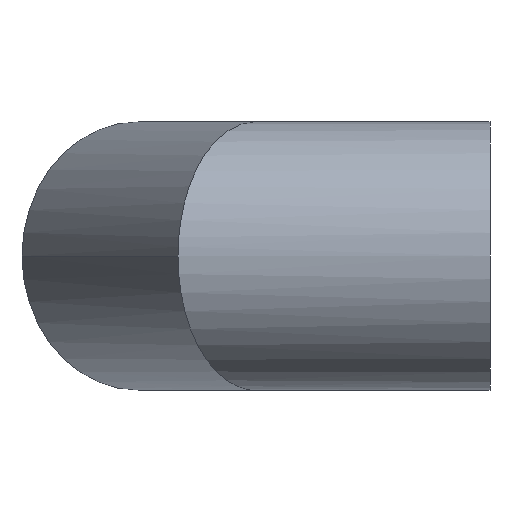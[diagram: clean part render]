
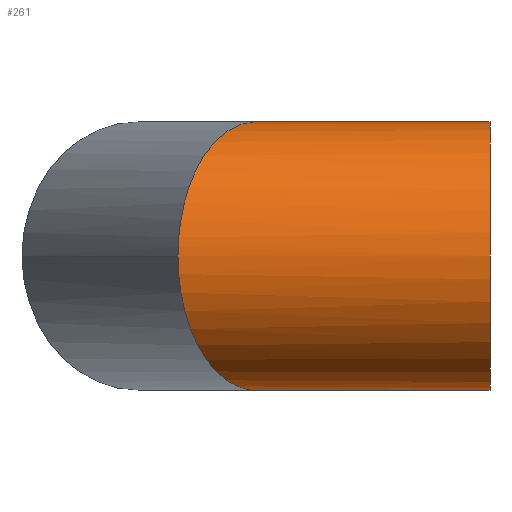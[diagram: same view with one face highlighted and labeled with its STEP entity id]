
A CAD part, left-side view. The second image highlights one B-rep face of the part: STEP entity #261.
In plain terms, the highlighted cylindrical face has radius 200 mm (diameter 400 mm), a partial arc.
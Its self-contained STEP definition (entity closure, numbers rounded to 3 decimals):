
#4 = CARTESIAN_POINT ( 'NONE',  ( 0., 0., -200. ) ) ;
#11 = EDGE_CURVE ( 'NONE', #195, #42, #251, .T. ) ;
#23 = CARTESIAN_POINT ( 'NONE',  ( -200., 465.47, -117.157 ) ) ;
#30 = CARTESIAN_POINT ( 'NONE',  ( 0., 350., -200. ) ) ;
#32 = CIRCLE ( 'NONE', #250, 200. ) ;
#33 = CARTESIAN_POINT ( 'NONE',  ( -200., 465.47, 0. ) ) ;
#39 = DIRECTION ( 'NONE',  ( 0., 1., 0. ) ) ;
#42 = VERTEX_POINT ( 'NONE', #203 ) ;
#62 = DIRECTION ( 'NONE',  ( 0., 0., 1. ) ) ;
#70 = DIRECTION ( 'NONE',  ( 0., 1., 0. ) ) ;
#72 = VERTEX_POINT ( 'NONE', #115 ) ;
#74 = CYLINDRICAL_SURFACE ( 'NONE', #198, 200. ) ;
#77 = VECTOR ( 'NONE', #308, 1000. ) ;
#83 = VERTEX_POINT ( 'NONE', #118 ) ;
#102 = EDGE_CURVE ( 'NONE', #83, #386, #32, .T. ) ;
#103 = CARTESIAN_POINT ( 'NONE',  ( 0., 0., 0. ) ) ;
#111 = EDGE_LOOP ( 'NONE', ( #193, #148, #380, #288, #345 ) ) ;
#115 = CARTESIAN_POINT ( 'NONE',  ( 0., 350., 200. ) ) ;
#118 = CARTESIAN_POINT ( 'NONE',  ( 0., 0., -200. ) ) ;
#123 = CARTESIAN_POINT ( 'NONE',  ( 0., 0., 0. ) ) ;
#125 = CARTESIAN_POINT ( 'NONE',  ( 0., 0., 200. ) ) ;
#148 = ORIENTED_EDGE ( 'NONE', *, *, #102, .T. ) ;
#152 = DIRECTION ( 'NONE',  ( 0., 1., 0. ) ) ;
#169 = DIRECTION ( 'NONE',  ( 0., 0., 1. ) ) ;
#172 = EDGE_CURVE ( 'NONE', #72, #195, #224, .T. ) ;
#182 = CARTESIAN_POINT ( 'NONE',  ( -200., 465.47, 117.157 ) ) ;
#189 = EDGE_CURVE ( 'NONE', #83, #42, #272, .T. ) ;
#193 = ORIENTED_EDGE ( 'NONE', *, *, #189, .F. ) ;
#195 = VERTEX_POINT ( 'NONE', #333 ) ;
#198 = AXIS2_PLACEMENT_3D ( 'NONE', #103, #70, #169 ) ;
#201 = EDGE_CURVE ( 'NONE', #386, #72, #307, .T. ) ;
#203 = CARTESIAN_POINT ( 'NONE',  ( 0., 350., -200. ) ) ;
#224 =( BOUNDED_CURVE ( )  B_SPLINE_CURVE ( 3, ( #331, #304, #182, #33 ),
 .UNSPECIFIED., .F., .T. ) 
 B_SPLINE_CURVE_WITH_KNOTS ( ( 4, 4 ),
 ( 4.712, 6.283 ),
 .UNSPECIFIED. ) 
 CURVE ( )  GEOMETRIC_REPRESENTATION_ITEM ( )  RATIONAL_B_SPLINE_CURVE ( ( 1., 0.805, 0.805, 1. ) ) 
 REPRESENTATION_ITEM ( '' )  );
#250 = AXIS2_PLACEMENT_3D ( 'NONE', #123, #152, #62 ) ;
#251 =( BOUNDED_CURVE ( )  B_SPLINE_CURVE ( 3, ( #326, #23, #352, #30 ),
 .UNSPECIFIED., .F., .T. ) 
 B_SPLINE_CURVE_WITH_KNOTS ( ( 4, 4 ),
 ( 0., 1.571 ),
 .UNSPECIFIED. ) 
 CURVE ( )  GEOMETRIC_REPRESENTATION_ITEM ( )  RATIONAL_B_SPLINE_CURVE ( ( 1., 0.805, 0.805, 1. ) ) 
 REPRESENTATION_ITEM ( '' )  );
#261 = ADVANCED_FACE ( 'NONE', ( #276 ), #74, .T. ) ;
#272 = LINE ( 'NONE', #4, #320 ) ;
#276 = FACE_OUTER_BOUND ( 'NONE', #111, .T. ) ;
#288 = ORIENTED_EDGE ( 'NONE', *, *, #172, .T. ) ;
#304 = CARTESIAN_POINT ( 'NONE',  ( -117.157, 417.641, 200. ) ) ;
#307 = LINE ( 'NONE', #125, #77 ) ;
#308 = DIRECTION ( 'NONE',  ( 0., 1., 0. ) ) ;
#320 = VECTOR ( 'NONE', #39, 1000. ) ;
#326 = CARTESIAN_POINT ( 'NONE',  ( -200., 465.47, 0. ) ) ;
#331 = CARTESIAN_POINT ( 'NONE',  ( 0., 350., 200. ) ) ;
#333 = CARTESIAN_POINT ( 'NONE',  ( -200., 465.47, 0. ) ) ;
#345 = ORIENTED_EDGE ( 'NONE', *, *, #11, .T. ) ;
#349 = CARTESIAN_POINT ( 'NONE',  ( 0., 0., 200. ) ) ;
#352 = CARTESIAN_POINT ( 'NONE',  ( -117.157, 417.641, -200. ) ) ;
#380 = ORIENTED_EDGE ( 'NONE', *, *, #201, .T. ) ;
#386 = VERTEX_POINT ( 'NONE', #349 ) ;
